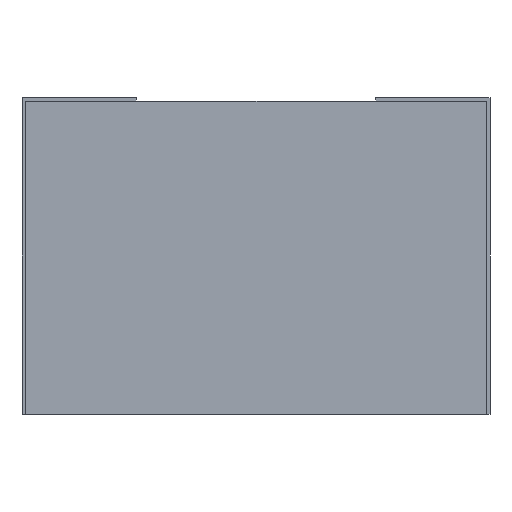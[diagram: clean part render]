
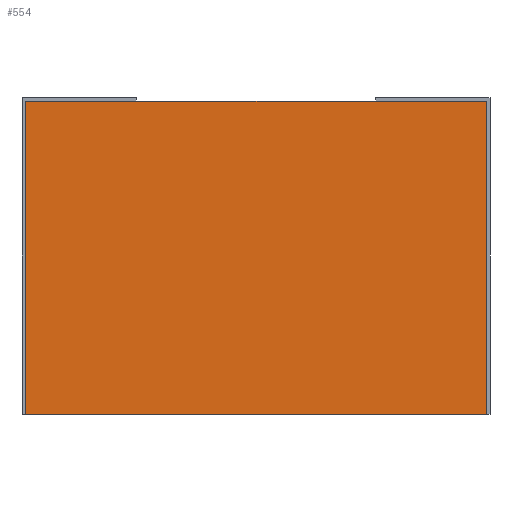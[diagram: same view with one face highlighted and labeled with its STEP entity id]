
A CAD part, left-side view. The second image highlights one B-rep face of the part: STEP entity #554.
In plain terms, the highlighted planar face has unit normal (-1, 0, 0).
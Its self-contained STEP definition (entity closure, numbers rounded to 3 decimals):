
#155 = VERTEX_POINT('',#156);
#156 = CARTESIAN_POINT('',(-1.,0.625,0.92));
#162 = EDGE_CURVE('',#155,#163,#165,.T.);
#163 = VERTEX_POINT('',#164);
#164 = CARTESIAN_POINT('',(-1.,-0.625,0.92));
#165 = LINE('',#166,#167);
#166 = CARTESIAN_POINT('',(-1.,0.625,0.92));
#167 = VECTOR('',#168,1.);
#168 = DIRECTION('',(0.,-1.,0.));
#370 = VERTEX_POINT('',#371);
#371 = CARTESIAN_POINT('',(-1.,0.625,0.07));
#377 = EDGE_CURVE('',#370,#155,#378,.T.);
#378 = LINE('',#379,#380);
#379 = CARTESIAN_POINT('',(-1.,0.625,0.07));
#380 = VECTOR('',#381,1.);
#381 = DIRECTION('',(0.,0.,1.));
#524 = EDGE_CURVE('',#525,#163,#527,.T.);
#525 = VERTEX_POINT('',#526);
#526 = CARTESIAN_POINT('',(-1.,-0.625,0.07));
#527 = LINE('',#528,#529);
#528 = CARTESIAN_POINT('',(-1.,-0.625,0.07));
#529 = VECTOR('',#530,1.);
#530 = DIRECTION('',(0.,0.,1.));
#554 = ADVANCED_FACE('',(#555),#566,.T.);
#555 = FACE_BOUND('',#556,.T.);
#556 = EDGE_LOOP('',(#557,#558,#559,#565));
#557 = ORIENTED_EDGE('',*,*,#162,.F.);
#558 = ORIENTED_EDGE('',*,*,#377,.F.);
#559 = ORIENTED_EDGE('',*,*,#560,.T.);
#560 = EDGE_CURVE('',#370,#525,#561,.T.);
#561 = LINE('',#562,#563);
#562 = CARTESIAN_POINT('',(-1.,0.625,0.07));
#563 = VECTOR('',#564,1.);
#564 = DIRECTION('',(0.,-1.,0.));
#565 = ORIENTED_EDGE('',*,*,#524,.T.);
#566 = PLANE('',#567);
#567 = AXIS2_PLACEMENT_3D('',#568,#569,#570);
#568 = CARTESIAN_POINT('',(-1.,0.625,0.07));
#569 = DIRECTION('',(-1.,0.,0.));
#570 = DIRECTION('',(0.,-1.,0.));
